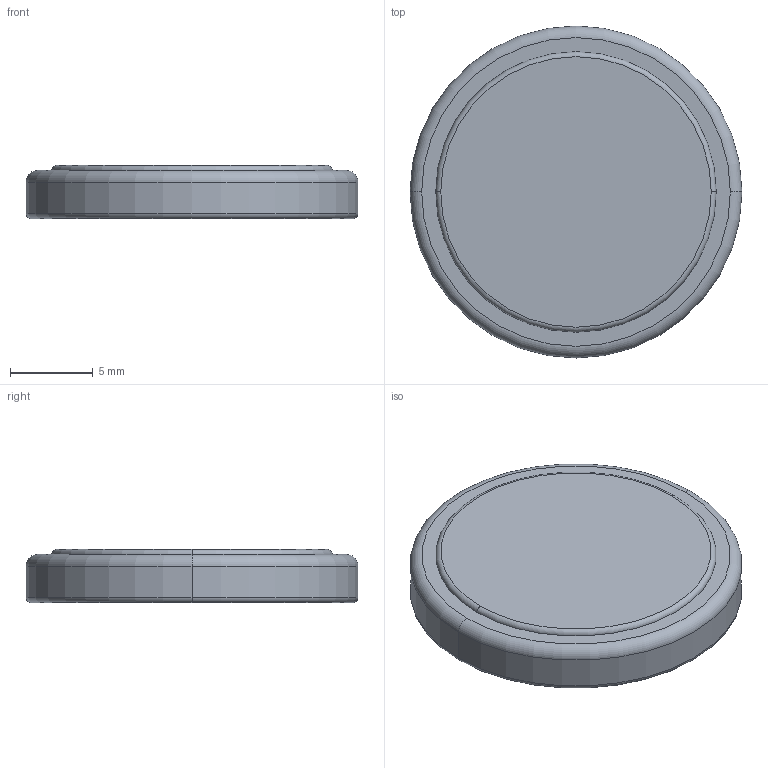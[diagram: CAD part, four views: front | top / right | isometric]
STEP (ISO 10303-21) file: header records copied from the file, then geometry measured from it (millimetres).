
FILE_DESCRIPTION((''),'2;1');
FILE_NAME('CR2032','2022-06-09T',('ramon'),(''),'PRO/ENGINEER BY PARAMETRIC TECHNOLOGY CORPORATION, 2013230','PRO/ENGINEER BY PARAMETRIC TECHNOLOGY CORPORATION, 2013230','');
FILE_SCHEMA(('CONFIG_CONTROL_DESIGN'));
Length unit declared in the file: millimetre
Products named in the file (1): CR2032
Bounding box: 20 x 20 x 3.2 mm (x, y, z)
Volume: 967.5 mm3; surface area: 807.6 mm2
Topology: 1 solids, 1 shells, 242 faces, 689 edges, 458 vertices
Faces by surface type: plane 234, torus 6, cylinder 2
Entity records: 7757 total; most frequent: CARTESIAN_POINT 1389, ORIENTED_EDGE 1378, DIRECTION 1191, EDGE_CURVE 689, VECTOR 671, LINE 671, VERTEX_POINT 458, AXIS2_PLACEMENT_3D 260
